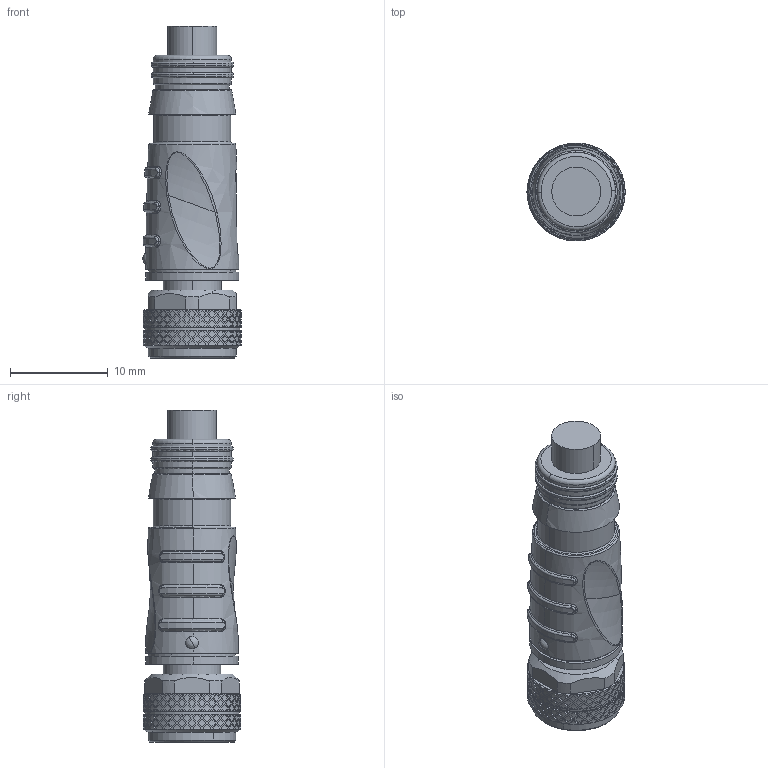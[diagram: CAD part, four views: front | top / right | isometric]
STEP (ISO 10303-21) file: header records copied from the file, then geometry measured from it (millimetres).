
FILE_DESCRIPTION((''),'2;1');
FILE_NAME('CO83','2016-10-11T',('long.ge'),(''),'PRO/ENGINEER BY PARAMETRIC TECHNOLOGY CORPORATION, 2015240','PRO/ENGINEER BY PARAMETRIC TECHNOLOGY CORPORATION, 2015240','');
FILE_SCHEMA(('AUTOMOTIVE_DESIGN_CC2 { 1 2 10303 214 -1 1 5 2 }'));
Products named in the file (1): CO83
Bounding box: 10.05 x 10 x 33.95 mm (x, y, z)
Volume: 1380.5 mm3; surface area: 2495.3 mm2
Topology: 2 solids, 6 shells, 1734 faces, 4756 edges, 3142 vertices
Faces by surface type: plane 1097, cylinder 467, cone 52, bspline 44, extrusion 37, torus 35, sphere 2
Entity records: 65052 total; most frequent: CARTESIAN_POINT 21606, ORIENTED_EDGE 9480, DIRECTION 6709, EDGE_CURVE 4742, VERTEX_POINT 3142, AXIS2_PLACEMENT_3D 2620, B_SPLINE_CURVE_WITH_KNOTS 2381, EDGE_LOOP 1882
